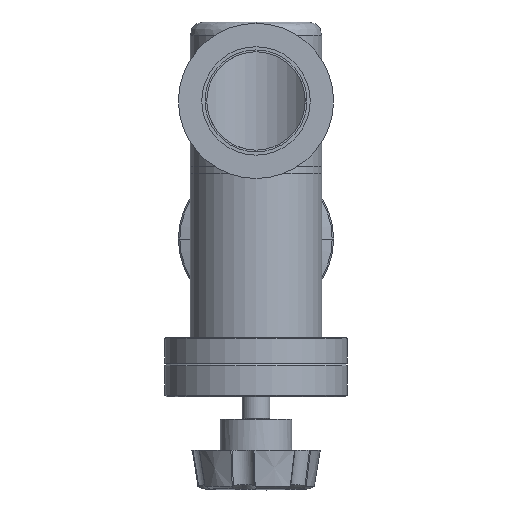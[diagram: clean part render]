
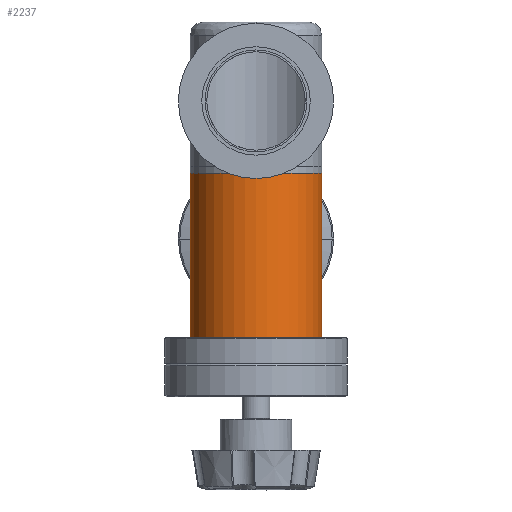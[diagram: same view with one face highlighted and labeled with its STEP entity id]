
A CAD part, front view. The second image highlights one B-rep face of the part: STEP entity #2237.
In plain terms, the highlighted cylindrical face has radius 31.75 mm (diameter 63.5 mm), a partial arc.
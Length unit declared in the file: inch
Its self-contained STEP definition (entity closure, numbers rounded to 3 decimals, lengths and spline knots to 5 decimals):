
#240 = EDGE_CURVE ( 'NONE', #737, #9761, #13276, .T. ) ;
#474 = VERTEX_POINT ( 'NONE', #3886 ) ;
#714 = CARTESIAN_POINT ( 'NONE',  ( 1.25, 0., -3.185 ) ) ;
#737 = VERTEX_POINT ( 'NONE', #7054 ) ;
#1668 = DIRECTION ( 'NONE',  ( 0., 0., -1. ) ) ;
#1802 = AXIS2_PLACEMENT_3D ( 'NONE', #7999, #1668, #9044 ) ;
#2069 = AXIS2_PLACEMENT_3D ( 'NONE', #11994, #5654, #13070 ) ;
#2237 = ADVANCED_FACE ( 'NONE', ( #3614 ), #8895, .T. ) ;
#2339 = VECTOR ( 'NONE', #10987, 39.37008 ) ;
#2680 = VECTOR ( 'NONE', #8007, 39.37008 ) ;
#3003 = DIRECTION ( 'NONE',  ( 0., 0., 1. ) ) ;
#3614 = FACE_OUTER_BOUND ( 'NONE', #5301, .T. ) ;
#3886 = CARTESIAN_POINT ( 'NONE',  ( -1.25, 0., -3.165 ) ) ;
#4510 = CIRCLE ( 'NONE', #2069, 1.25 ) ;
#5119 = DIRECTION ( 'NONE',  ( 1., 0., 0. ) ) ;
#5140 = LINE ( 'NONE', #12046, #2339 ) ;
#5301 = EDGE_LOOP ( 'NONE', ( #10222, #8884, #6049, #11493 ) ) ;
#5654 = DIRECTION ( 'NONE',  ( 0., 0., 1. ) ) ;
#6022 = AXIS2_PLACEMENT_3D ( 'NONE', #11461, #3003, #5119 ) ;
#6049 = ORIENTED_EDGE ( 'NONE', *, *, #240, .T. ) ;
#7054 = CARTESIAN_POINT ( 'NONE',  ( 1.25, 0., -3.165 ) ) ;
#7568 = EDGE_CURVE ( 'NONE', #9761, #12590, #10013, .T. ) ;
#7999 = CARTESIAN_POINT ( 'NONE',  ( 0., 0., 0. ) ) ;
#8007 = DIRECTION ( 'NONE',  ( 0., 0., 1. ) ) ;
#8884 = ORIENTED_EDGE ( 'NONE', *, *, #10428, .T. ) ;
#8895 = CYLINDRICAL_SURFACE ( 'NONE', #6022, 1.25 ) ;
#9044 = DIRECTION ( 'NONE',  ( 1., 0., 0. ) ) ;
#9761 = VERTEX_POINT ( 'NONE', #10228 ) ;
#10013 = CIRCLE ( 'NONE', #1802, 1.25 ) ;
#10222 = ORIENTED_EDGE ( 'NONE', *, *, #12894, .F. ) ;
#10228 = CARTESIAN_POINT ( 'NONE',  ( 1.25, 0., 0. ) ) ;
#10428 = EDGE_CURVE ( 'NONE', #474, #737, #4510, .T. ) ;
#10987 = DIRECTION ( 'NONE',  ( 0., 0., 1. ) ) ;
#11461 = CARTESIAN_POINT ( 'NONE',  ( 0., 0., -3.185 ) ) ;
#11493 = ORIENTED_EDGE ( 'NONE', *, *, #7568, .T. ) ;
#11606 = CARTESIAN_POINT ( 'NONE',  ( -1.25, 0., 0. ) ) ;
#11994 = CARTESIAN_POINT ( 'NONE',  ( 0., 0., -3.165 ) ) ;
#12046 = CARTESIAN_POINT ( 'NONE',  ( -1.25, 0., -3.185 ) ) ;
#12590 = VERTEX_POINT ( 'NONE', #11606 ) ;
#12894 = EDGE_CURVE ( 'NONE', #474, #12590, #5140, .T. ) ;
#13070 = DIRECTION ( 'NONE',  ( 1., 0., 0. ) ) ;
#13276 = LINE ( 'NONE', #714, #2680 ) ;
